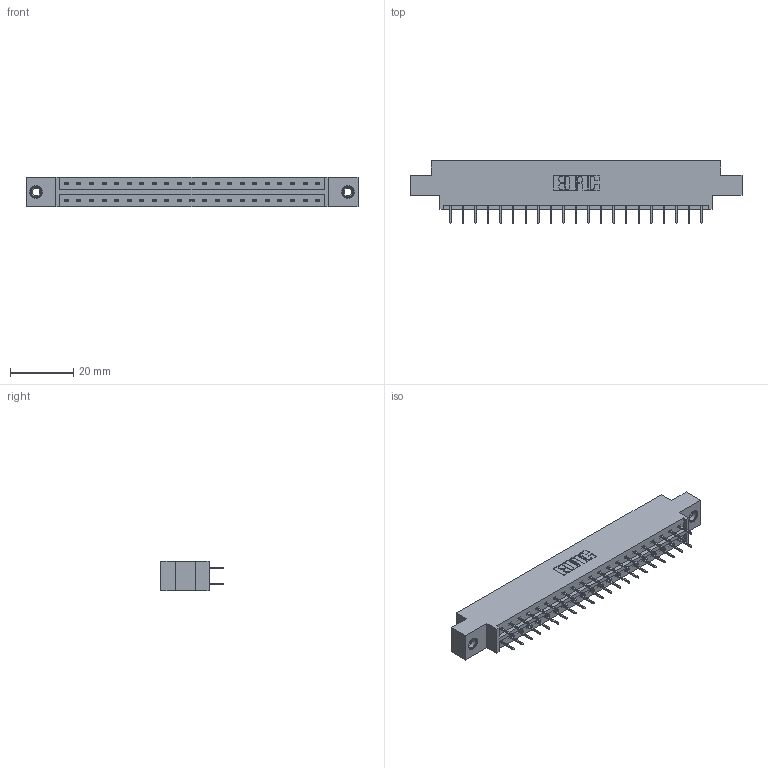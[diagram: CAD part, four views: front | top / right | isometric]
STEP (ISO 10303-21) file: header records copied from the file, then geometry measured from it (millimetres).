
FILE_DESCRIPTION (( 'STEP AP203' ), '1' );
FILE_NAME ('833-042-524-807.STEP', '2020-06-03T21:06:30', ( '' ), ( '' ), 'SwSTEP 2.0', 'SolidWorks 2020', '' );
FILE_SCHEMA (( 'CONFIG_CONTROL_DESIGN' ));
Length unit declared in the file: inch
Products named in the file (4): 833-042-524-807; 345-250-001_345-250-005-103; 345-292-001_345-293-124; 833 Part_Offset - .156 Dia - TI
Assembly tree (45 placements, depth 2):
  833-042-524-807
    833 Part_Offset - .156 Dia - TI
    345-292-001_345-293-124  x42
    345-250-001_345-250-005-103  x2
Bounding box: 104.75 x 19.69 x 9.4 mm (x, y, z)
Volume: 10193.1 mm3; surface area: 11889.3 mm2
Topology: 45 solids, 45 shells, 2530 faces, 7137 edges, 4582 vertices
Faces by surface type: plane 1870, cylinder 644, cone 12, torus 4
Entity records: 17618 total; most frequent: CARTESIAN_POINT 2929, ORIENTED_EDGE 2858, DIRECTION 2571, EDGE_CURVE 1429, VECTOR 1285, LINE 1285, VERTEX_POINT 944, AXIS2_PLACEMENT_3D 643
